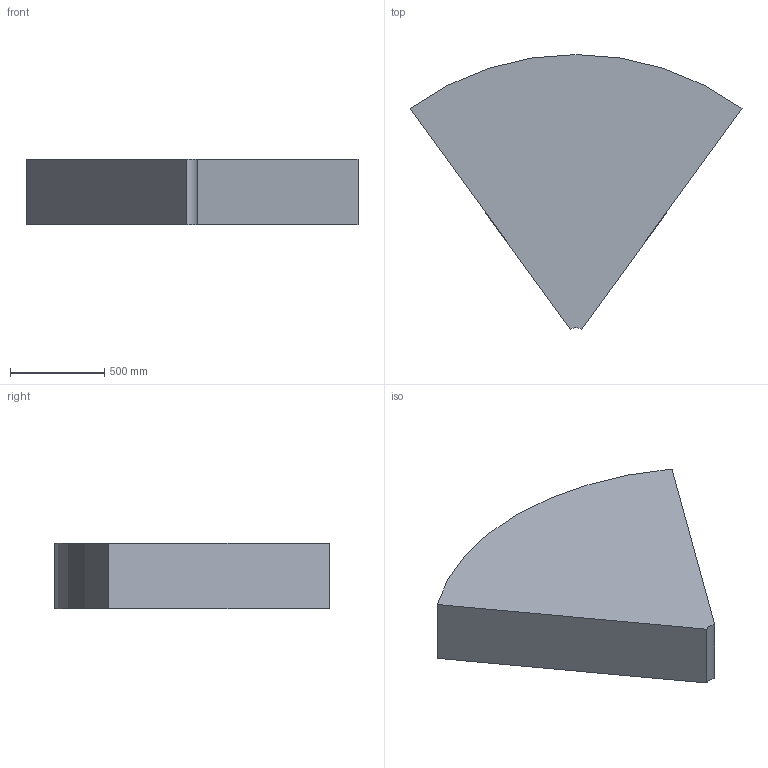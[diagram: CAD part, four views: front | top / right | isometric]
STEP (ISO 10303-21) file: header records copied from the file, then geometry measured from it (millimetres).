
FILE_DESCRIPTION (( 'STEP AP203' ), '1' );
FILE_NAME ('drone assamblage-5.STEP', '2022-11-22T00:04:03', ( '' ), ( '' ), 'SwSTEP 2.0', 'SolidWorks 2018', '' );
FILE_SCHEMA (( 'CONFIG_CONTROL_DESIGN' ));
Length unit declared in the file: millimetre
Products named in the file (1): drone assamblage-5
Bounding box: 1763.36 x 1459.55 x 350 mm (x, y, z)
Volume: 494206629.3 mm3; surface area: 5209543.4 mm2
Topology: 2 solids, 4 shells, 36 faces, 84 edges, 55 vertices
Faces by surface type: plane 12, bspline 12, cylinder 10, sphere 2
Entity records: 1923 total; most frequent: CARTESIAN_POINT 1136, ORIENTED_EDGE 160, DIRECTION 114, EDGE_CURVE 80, VERTEX_POINT 53, AXIS2_PLACEMENT_3D 47, B_SPLINE_CURVE_WITH_KNOTS 38, EDGE_LOOP 37
